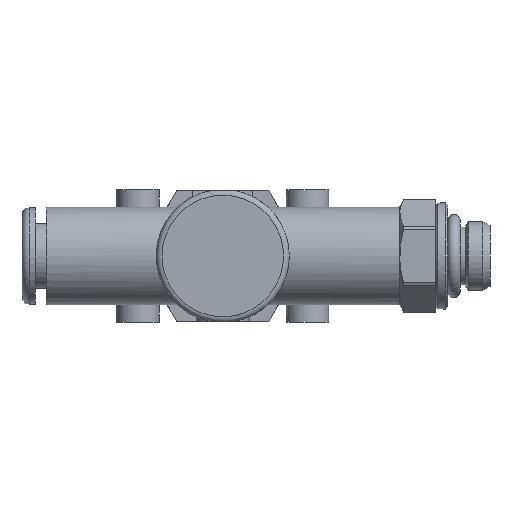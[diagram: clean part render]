
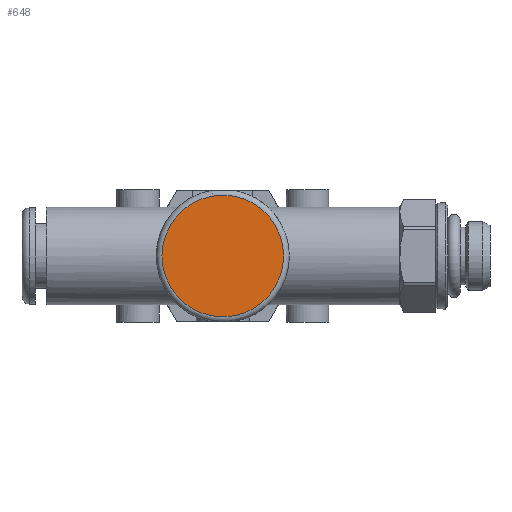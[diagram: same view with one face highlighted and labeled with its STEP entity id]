
A CAD part, front view. The second image highlights one B-rep face of the part: STEP entity #648.
In plain terms, the highlighted planar face has unit normal (0, -1, 0).
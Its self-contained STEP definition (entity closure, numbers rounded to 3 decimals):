
#648 = ADVANCED_FACE( '', ( #1342 ), #1343, .F. );
#1342 = FACE_OUTER_BOUND( '', #2045, .T. );
#1343 = PLANE( '', #2046 );
#2045 = EDGE_LOOP( '', ( #3488 ) );
#2046 = AXIS2_PLACEMENT_3D( '', #3489, #3490, #3491 );
#3488 = ORIENTED_EDGE( '', *, *, #4279, .T. );
#3489 = CARTESIAN_POINT( '', ( 8.6, -9.1, 0. ) );
#3490 = DIRECTION( '', ( 0., 1., 0. ) );
#3491 = DIRECTION( '', ( 0., 0., 1. ) );
#4279 = EDGE_CURVE( '', #5149, #5149, #5150, .T. );
#5149 = VERTEX_POINT( '', #6905 );
#5150 = CIRCLE( '', #6906, 8.6 );
#6905 = CARTESIAN_POINT( '', ( 0., -9.1, -8.6 ) );
#6906 = AXIS2_PLACEMENT_3D( '', #7611, #7612, #7613 );
#7611 = CARTESIAN_POINT( '', ( 0., -9.1, 0. ) );
#7612 = DIRECTION( '', ( 0., -1., 0. ) );
#7613 = DIRECTION( '', ( 0., 0., -1. ) );
